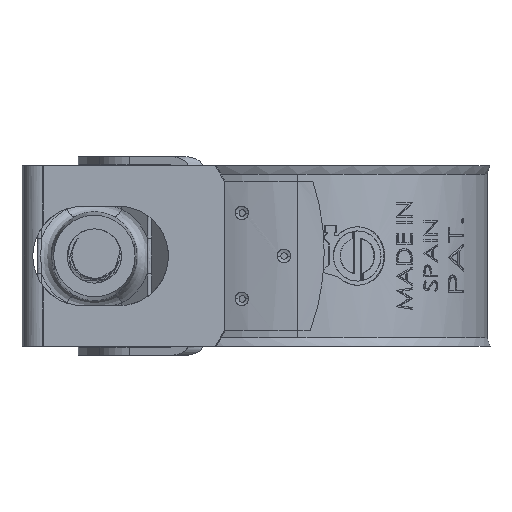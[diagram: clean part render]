
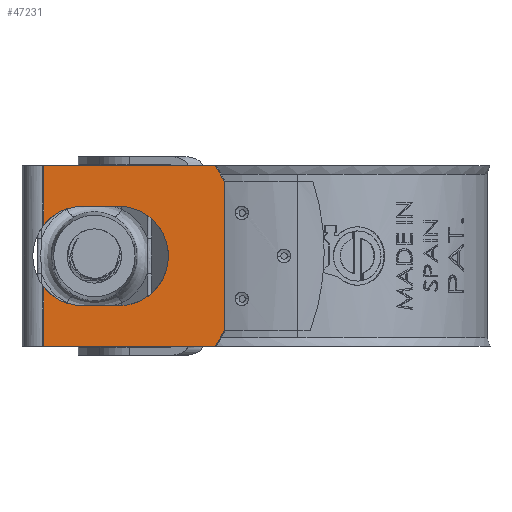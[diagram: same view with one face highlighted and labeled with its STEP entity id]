
A CAD part, left-side view. The second image highlights one B-rep face of the part: STEP entity #47231.
In plain terms, the highlighted planar face has unit normal (-1, -0.024, 0).
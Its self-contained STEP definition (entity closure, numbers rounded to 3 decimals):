
#2264 = DIRECTION ( 'NONE',  ( -0.024, 1., 0. ) ) ;
#2736 = CARTESIAN_POINT ( 'NONE',  ( -21.276, 28.119, 20. ) ) ;
#3022 = LINE ( 'NONE', #21754, #47339 ) ;
#3204 = LINE ( 'NONE', #33719, #65445 ) ;
#3846 = VERTEX_POINT ( 'NONE', #34724 ) ;
#6895 = EDGE_CURVE ( 'NONE', #50464, #21693, #7709, .T. ) ;
#7277 =( BOUNDED_CURVE ( )  B_SPLINE_CURVE ( 3, ( #55146, #38651, #27248, #54661 ),
 .UNSPECIFIED., .F., .F. ) 
 B_SPLINE_CURVE_WITH_KNOTS ( ( 4, 4 ),
 ( 4.712, 7.854 ),
 .UNSPECIFIED. ) 
 CURVE ( )  GEOMETRIC_REPRESENTATION_ITEM ( )  RATIONAL_B_SPLINE_CURVE ( ( 1., 0.333, 0.333, 1. ) ) 
 REPRESENTATION_ITEM ( '' )  );
#7542 = CARTESIAN_POINT ( 'NONE',  ( -21.215, 25.518, 15.5 ) ) ;
#7709 = LINE ( 'NONE', #15448, #49527 ) ;
#8254 = ORIENTED_EDGE ( 'NONE', *, *, #38868, .T. ) ;
#8470 = CARTESIAN_POINT ( 'NONE',  ( -21.276, 28.119, 15.5 ) ) ;
#8757 = ORIENTED_EDGE ( 'NONE', *, *, #61067, .T. ) ;
#8987 = VERTEX_POINT ( 'NONE', #16839 ) ;
#9296 = ORIENTED_EDGE ( 'NONE', *, *, #27853, .T. ) ;
#10339 = LINE ( 'NONE', #8470, #52073 ) ;
#10789 = CARTESIAN_POINT ( 'NONE',  ( -21.276, 28.119, 6.584 ) ) ;
#10932 = VECTOR ( 'NONE', #2264, 1000. ) ;
#11884 = VERTEX_POINT ( 'NONE', #55462 ) ;
#13943 = ORIENTED_EDGE ( 'NONE', *, *, #20717, .T. ) ;
#14714 = DIRECTION ( 'NONE',  ( 1., 0.024, 0. ) ) ;
#14726 = DIRECTION ( 'NONE',  ( 0.024, -1., 0. ) ) ;
#15090 = EDGE_LOOP ( 'NONE', ( #20744, #15989, #30385, #53717, #48385, #33335, #13943, #30926, #8757, #8254, #59852, #9296 ) ) ;
#15216 = CARTESIAN_POINT ( 'NONE',  ( -20.827, 9.144, 20. ) ) ;
#15448 = CARTESIAN_POINT ( 'NONE',  ( -20.803, 8.124, 20. ) ) ;
#15989 = ORIENTED_EDGE ( 'NONE', *, *, #49440, .T. ) ;
#16571 = CARTESIAN_POINT ( 'NONE',  ( -21.174, 23.808, 15.5 ) ) ;
#16839 = CARTESIAN_POINT ( 'NONE',  ( -21.276, 28.119, 0. ) ) ;
#17092 = LINE ( 'NONE', #2736, #61401 ) ;
#17268 = VERTEX_POINT ( 'NONE', #51875 ) ;
#18507 = CARTESIAN_POINT ( 'NONE',  ( -21.174, 23.808, 15.5 ) ) ;
#20420 = CARTESIAN_POINT ( 'NONE',  ( -21.276, 28.119, 20. ) ) ;
#20717 = EDGE_CURVE ( 'NONE', #50464, #32232, #3022, .T. ) ;
#20744 = ORIENTED_EDGE ( 'NONE', *, *, #31992, .T. ) ;
#21693 = VERTEX_POINT ( 'NONE', #54042 ) ;
#21754 = CARTESIAN_POINT ( 'NONE',  ( -20.941, 13.96, 28.26 ) ) ;
#22182 = CARTESIAN_POINT ( 'NONE',  ( -21.251, 27.057, 5.244 ) ) ;
#25445 = VERTEX_POINT ( 'NONE', #64545 ) ;
#25742 = EDGE_CURVE ( 'NONE', #26592, #25445, #10339, .T. ) ;
#26592 = VERTEX_POINT ( 'NONE', #16571 ) ;
#27248 = CARTESIAN_POINT ( 'NONE',  ( -20.819, 8.808, 4.5 ) ) ;
#27853 = EDGE_CURVE ( 'NONE', #25445, #67622, #7277, .T. ) ;
#28353 = VERTEX_POINT ( 'NONE', #63795 ) ;
#28466 = DIRECTION ( 'NONE',  ( 0.012, -0.504, 0.864 ) ) ;
#28702 = FACE_OUTER_BOUND ( 'NONE', #15090, .T. ) ;
#29977 = VECTOR ( 'NONE', #14726, 1000. ) ;
#30385 = ORIENTED_EDGE ( 'NONE', *, *, #58630, .T. ) ;
#30410 = DIRECTION ( 'NONE',  ( 0.024, -1., 0. ) ) ;
#30460 = EDGE_CURVE ( 'NONE', #28353, #32232, #40151, .T. ) ;
#30926 = ORIENTED_EDGE ( 'NONE', *, *, #30460, .F. ) ;
#31038 = CARTESIAN_POINT ( 'NONE',  ( -21.276, 28.119, 20. ) ) ;
#31698 =( BOUNDED_CURVE ( )  B_SPLINE_CURVE ( 3, ( #45189, #40146, #7542, #18507 ),
 .UNSPECIFIED., .F., .T. ) 
 B_SPLINE_CURVE_WITH_KNOTS ( ( 4, 4 ),
 ( 3.812, 4.712 ),
 .UNSPECIFIED. ) 
 CURVE ( )  GEOMETRIC_REPRESENTATION_ITEM ( )  RATIONAL_B_SPLINE_CURVE ( ( 1., 0.934, 0.934, 1. ) ) 
 REPRESENTATION_ITEM ( '' )  );
#31992 = EDGE_CURVE ( 'NONE', #67622, #43800, #39839, .T. ) ;
#32232 = VERTEX_POINT ( 'NONE', #15216 ) ;
#33335 = ORIENTED_EDGE ( 'NONE', *, *, #6895, .F. ) ;
#33719 = CARTESIAN_POINT ( 'NONE',  ( -20.735, 5.259, 6.664 ) ) ;
#34724 = CARTESIAN_POINT ( 'NONE',  ( -21.276, 28.119, 6.584 ) ) ;
#36752 = VECTOR ( 'NONE', #37904, 1000. ) ;
#37904 = DIRECTION ( 'NONE',  ( 0.024, -1., 0. ) ) ;
#38651 = CARTESIAN_POINT ( 'NONE',  ( -20.819, 8.808, 15.5 ) ) ;
#38868 = EDGE_CURVE ( 'NONE', #11884, #26592, #31698, .T. ) ;
#39839 = LINE ( 'NONE', #68240, #10932 ) ;
#40146 = CARTESIAN_POINT ( 'NONE',  ( -21.251, 27.057, 14.756 ) ) ;
#40151 = LINE ( 'NONE', #59386, #36752 ) ;
#40652 = CARTESIAN_POINT ( 'NONE',  ( -21.079, 19.808, 4.5 ) ) ;
#40899 = DIRECTION ( 'NONE',  ( 0., 0., -1. ) ) ;
#41879 = CARTESIAN_POINT ( 'NONE',  ( -21.276, 28.119, 0. ) ) ;
#43800 = VERTEX_POINT ( 'NONE', #70673 ) ;
#44168 = CARTESIAN_POINT ( 'NONE',  ( -20.803, 8.124, 18.25 ) ) ;
#45189 = CARTESIAN_POINT ( 'NONE',  ( -21.276, 28.119, 13.416 ) ) ;
#47231 = ADVANCED_FACE ( 'NONE', ( #28702 ), #58768, .F. ) ;
#47339 = VECTOR ( 'NONE', #56708, 1000. ) ;
#47433 = CARTESIAN_POINT ( 'NONE',  ( -21.215, 25.518, 4.5 ) ) ;
#48209 = AXIS2_PLACEMENT_3D ( 'NONE', #20420, #14714, #68743 ) ;
#48385 = ORIENTED_EDGE ( 'NONE', *, *, #50157, .T. ) ;
#49440 = EDGE_CURVE ( 'NONE', #43800, #3846, #60860, .T. ) ;
#49527 = VECTOR ( 'NONE', #54025, 1000. ) ;
#50157 = EDGE_CURVE ( 'NONE', #17268, #21693, #3204, .T. ) ;
#50464 = VERTEX_POINT ( 'NONE', #44168 ) ;
#51875 = CARTESIAN_POINT ( 'NONE',  ( -20.827, 9.144, 0. ) ) ;
#52073 = VECTOR ( 'NONE', #30410, 1000. ) ;
#52128 = LINE ( 'NONE', #41879, #29977 ) ;
#53717 = ORIENTED_EDGE ( 'NONE', *, *, #62430, .T. ) ;
#54025 = DIRECTION ( 'NONE',  ( 0., 0., -1. ) ) ;
#54042 = CARTESIAN_POINT ( 'NONE',  ( -20.803, 8.124, 1.75 ) ) ;
#54661 = CARTESIAN_POINT ( 'NONE',  ( -21.079, 19.808, 4.5 ) ) ;
#55146 = CARTESIAN_POINT ( 'NONE',  ( -21.079, 19.808, 15.5 ) ) ;
#55462 = CARTESIAN_POINT ( 'NONE',  ( -21.276, 28.119, 13.416 ) ) ;
#56035 = CARTESIAN_POINT ( 'NONE',  ( -21.174, 23.808, 4.5 ) ) ;
#56708 = DIRECTION ( 'NONE',  ( -0.012, 0.504, 0.864 ) ) ;
#58630 = EDGE_CURVE ( 'NONE', #3846, #8987, #17092, .T. ) ;
#58672 = DIRECTION ( 'NONE',  ( 0., 0., -1. ) ) ;
#58768 = PLANE ( 'NONE',  #48209 ) ;
#59386 = CARTESIAN_POINT ( 'NONE',  ( -21.276, 28.119, 20. ) ) ;
#59852 = ORIENTED_EDGE ( 'NONE', *, *, #25742, .T. ) ;
#60860 =( BOUNDED_CURVE ( )  B_SPLINE_CURVE ( 3, ( #56035, #47433, #22182, #10789 ),
 .UNSPECIFIED., .F., .F. ) 
 B_SPLINE_CURVE_WITH_KNOTS ( ( 4, 4 ),
 ( 1.571, 2.472 ),
 .UNSPECIFIED. ) 
 CURVE ( )  GEOMETRIC_REPRESENTATION_ITEM ( )  RATIONAL_B_SPLINE_CURVE ( ( 1., 0.934, 0.934, 1. ) ) 
 REPRESENTATION_ITEM ( '' )  );
#60968 = VECTOR ( 'NONE', #58672, 1000. ) ;
#61067 = EDGE_CURVE ( 'NONE', #28353, #11884, #62702, .T. ) ;
#61401 = VECTOR ( 'NONE', #40899, 1000. ) ;
#62430 = EDGE_CURVE ( 'NONE', #8987, #17268, #52128, .T. ) ;
#62702 = LINE ( 'NONE', #31038, #60968 ) ;
#63795 = CARTESIAN_POINT ( 'NONE',  ( -21.276, 28.119, 20. ) ) ;
#64545 = CARTESIAN_POINT ( 'NONE',  ( -21.079, 19.808, 15.5 ) ) ;
#65445 = VECTOR ( 'NONE', #28466, 1000. ) ;
#67622 = VERTEX_POINT ( 'NONE', #40652 ) ;
#68240 = CARTESIAN_POINT ( 'NONE',  ( -21.276, 28.119, 4.5 ) ) ;
#68743 = DIRECTION ( 'NONE',  ( 0., 0., -1. ) ) ;
#70673 = CARTESIAN_POINT ( 'NONE',  ( -21.174, 23.808, 4.5 ) ) ;
